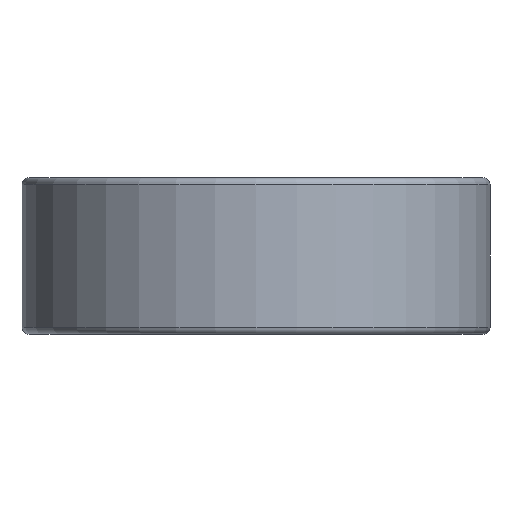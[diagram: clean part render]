
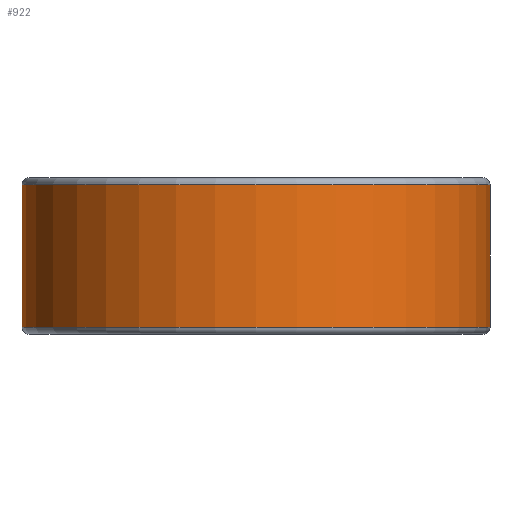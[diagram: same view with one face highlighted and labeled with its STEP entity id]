
A CAD part, front view. The second image highlights one B-rep face of the part: STEP entity #922.
In plain terms, the highlighted cylindrical face has radius 500 mm (diameter 1000 mm), a partial arc.
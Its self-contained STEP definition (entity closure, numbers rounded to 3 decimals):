
#181 = ORIENTED_EDGE ( 'NONE', *, *, #1298, .T. ) ;
#292 = CIRCLE ( 'NONE', #3087, 500. ) ;
#330 = CARTESIAN_POINT ( 'NONE',  ( 500., 0., 334. ) ) ;
#401 = EDGE_LOOP ( 'NONE', ( #773, #4232, #3470, #181 ) ) ;
#773 = ORIENTED_EDGE ( 'NONE', *, *, #3418, .F. ) ;
#816 = DIRECTION ( 'NONE',  ( -1., 0., 0. ) ) ;
#922 = ADVANCED_FACE ( 'NONE', ( #1504 ), #4389, .T. ) ;
#1009 = CARTESIAN_POINT ( 'NONE',  ( 0., 0., 319. ) ) ;
#1030 = DIRECTION ( 'NONE',  ( 1., 0., 0. ) ) ;
#1038 = DIRECTION ( 'NONE',  ( 0., 0., -1. ) ) ;
#1060 = VERTEX_POINT ( 'NONE', #3486 ) ;
#1124 = CIRCLE ( 'NONE', #3614, 500. ) ;
#1171 = VERTEX_POINT ( 'NONE', #1735 ) ;
#1172 = CARTESIAN_POINT ( 'NONE',  ( 0., 0., 334. ) ) ;
#1298 = EDGE_CURVE ( 'NONE', #4156, #1060, #1124, .T. ) ;
#1325 = CARTESIAN_POINT ( 'NONE',  ( -500., 0., 15. ) ) ;
#1422 = CARTESIAN_POINT ( 'NONE',  ( -500., 0., 334. ) ) ;
#1504 = FACE_OUTER_BOUND ( 'NONE', #401, .T. ) ;
#1692 = EDGE_CURVE ( 'NONE', #1171, #4444, #292, .T. ) ;
#1735 = CARTESIAN_POINT ( 'NONE',  ( 500., 0., 319. ) ) ;
#1807 = VECTOR ( 'NONE', #3832, 1000. ) ;
#2125 = EDGE_CURVE ( 'NONE', #4444, #4156, #4664, .T. ) ;
#2131 = DIRECTION ( 'NONE',  ( 0., 0., -1. ) ) ;
#2611 = DIRECTION ( 'NONE',  ( 0., 0., -1. ) ) ;
#2778 = CARTESIAN_POINT ( 'NONE',  ( -500., 0., 319. ) ) ;
#2833 = LINE ( 'NONE', #330, #3822 ) ;
#2977 = DIRECTION ( 'NONE',  ( 0., 0., 1. ) ) ;
#3002 = DIRECTION ( 'NONE',  ( 1., 0., 0. ) ) ;
#3087 = AXIS2_PLACEMENT_3D ( 'NONE', #1009, #2131, #1030 ) ;
#3418 = EDGE_CURVE ( 'NONE', #1171, #1060, #2833, .T. ) ;
#3470 = ORIENTED_EDGE ( 'NONE', *, *, #2125, .T. ) ;
#3486 = CARTESIAN_POINT ( 'NONE',  ( 500., 0., 15. ) ) ;
#3614 = AXIS2_PLACEMENT_3D ( 'NONE', #4093, #2977, #3002 ) ;
#3822 = VECTOR ( 'NONE', #1038, 1000. ) ;
#3832 = DIRECTION ( 'NONE',  ( 0., 0., -1. ) ) ;
#3986 = AXIS2_PLACEMENT_3D ( 'NONE', #1172, #2611, #816 ) ;
#4093 = CARTESIAN_POINT ( 'NONE',  ( 0., 0., 15. ) ) ;
#4156 = VERTEX_POINT ( 'NONE', #1325 ) ;
#4232 = ORIENTED_EDGE ( 'NONE', *, *, #1692, .T. ) ;
#4389 = CYLINDRICAL_SURFACE ( 'NONE', #3986, 500. ) ;
#4444 = VERTEX_POINT ( 'NONE', #2778 ) ;
#4664 = LINE ( 'NONE', #1422, #1807 ) ;
